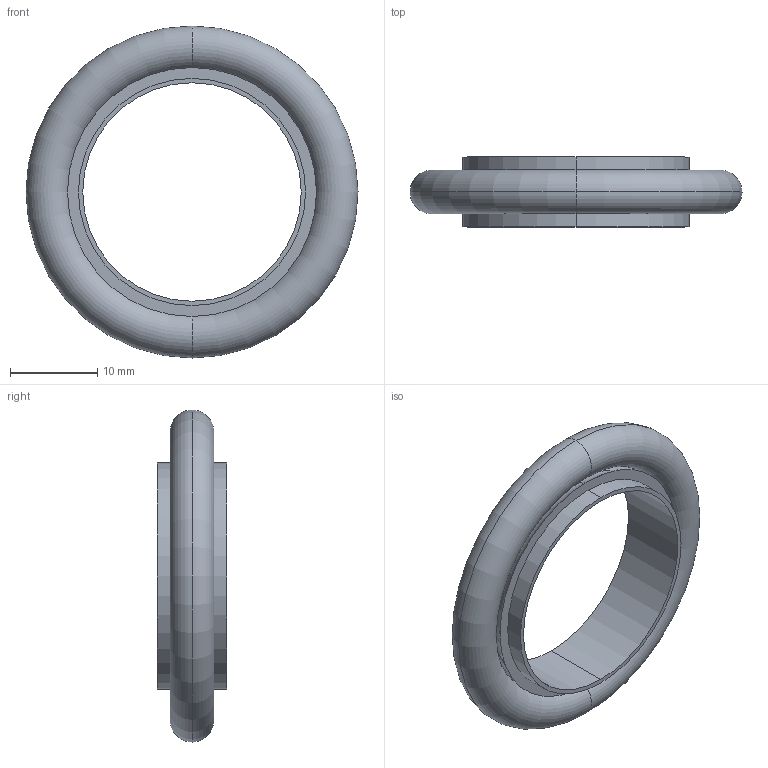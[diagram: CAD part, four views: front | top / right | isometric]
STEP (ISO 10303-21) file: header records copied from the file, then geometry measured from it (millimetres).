
FILE_DESCRIPTION (( 'STEP AP214' ), '1' );
FILE_NAME ('KF-25_O-ring.STEP', '2017-08-30T08:15:54', ( 'Sidh Singh' ), ( '' ), 'SwSTEP 2.0', 'SolidWorks 2012', '' );
FILE_SCHEMA (( 'AUTOMOTIVE_DESIGN' ));
Length unit declared in the file: millimetre
Products named in the file (1): KF-25_O-ring
Bounding box: 38 x 8 x 38 mm (x, y, z)
Surface area: 3269.1 mm2 (no closed solid volume)
Topology: 0 solids, 2 shells, 18 faces, 36 edges, 22 vertices
Faces by surface type: torus 8, cylinder 6, plane 4
Entity records: 708 total; most frequent: DIRECTION 104, CARTESIAN_POINT 77, ORIENTED_EDGE 72, AXIS2_PLACEMENT_3D 49, EDGE_CURVE 36, CIRCLE 30, VERTEX_POINT 22, EDGE_LOOP 22
